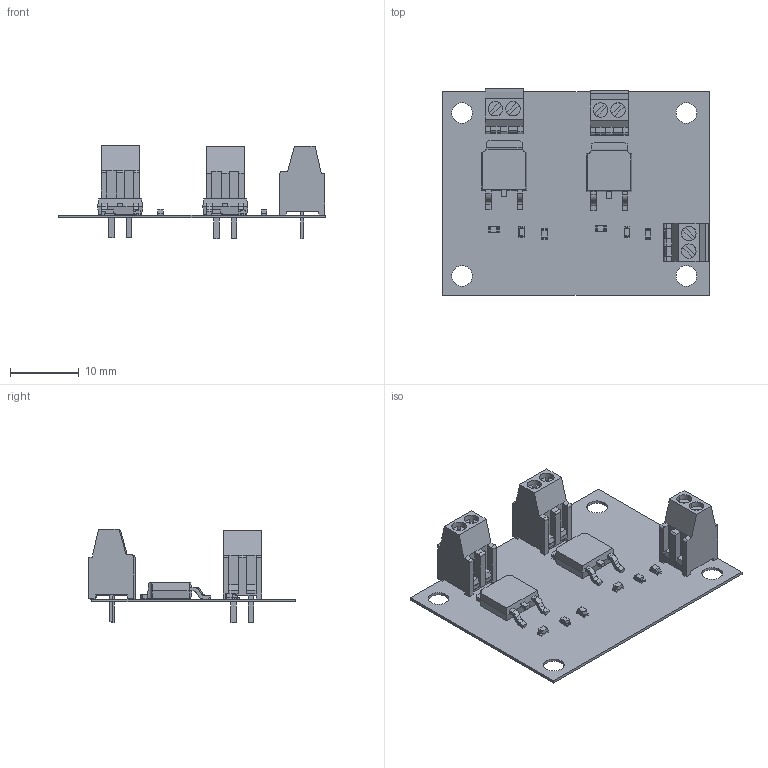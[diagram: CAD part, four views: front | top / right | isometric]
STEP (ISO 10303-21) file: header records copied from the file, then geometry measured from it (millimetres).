
FILE_DESCRIPTION(('Open CASCADE Model'),'2;1');
FILE_NAME('Open CASCADE Shape Model','2017-03-04T12:22:09',('Author'),( 'Open CASCADE'),'Open CASCADE STEP processor 6.5','Open CASCADE 6.5' ,'Unknown');
FILE_SCHEMA(('AUTOMOTIVE_DESIGN { 1 0 10303 214 1 1 1 1 }'));
Length unit declared in the file: millimetre
Products named in the file (13): PCB; Board; LED2; WL-SMCW_0603_LED; housing; cover; base; Polarity_Mark; LED1; Free-Models; AP1608; User_Library-DPAK-1; c-282834-2-c-3d
Assembly tree (20 placements, depth 4):
  PCB
    Board
    LED2
      WL-SMCW_0603_LED
        housing
        cover
        base  x2
        Polarity_Mark
    LED1
      WL-SMCW_0603_LED
        housing
        cover
        base  x2
        Polarity_Mark
    Free-Models
      AP1608  x4
      User_Library-DPAK-1  x2
      c-282834-2-c-3d  x3
Bounding box: 38.61 x 29.92 x 13.5 mm (x, y, z)
Volume: 1436.6 mm3; surface area: 3704.4 mm2
Topology: 36 solids, 36 shells, 1813 faces, 4783 edges, 3166 vertices
Faces by surface type: plane 1268, bspline 464, cylinder 73, sphere 8
Full cylindrical faces by diameter (mm): 3 x4
Entity records: 46136 total; most frequent: CARTESIAN_POINT 16667, DIRECTION 4232, LINE 3174, VECTOR 3174, ORIENTED_EDGE 2776, PCURVE 2776, DEFINITIONAL_REPRESENTATION 2776, EDGE_CURVE 1388
